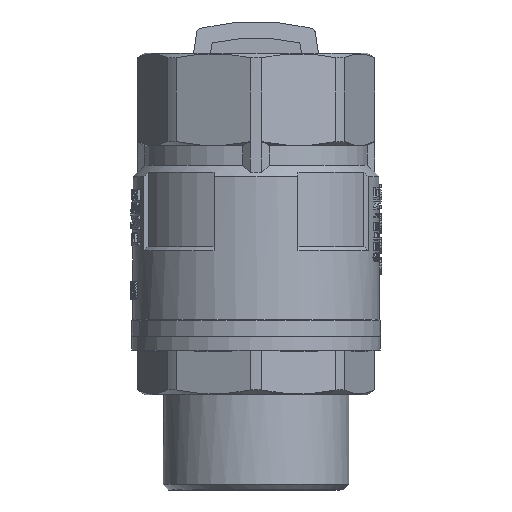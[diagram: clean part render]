
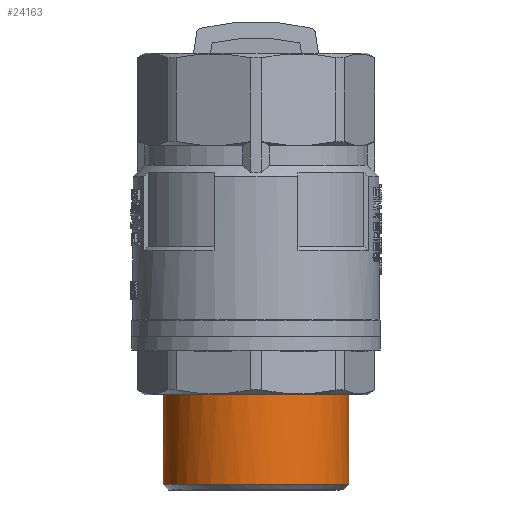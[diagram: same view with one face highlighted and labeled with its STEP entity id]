
A CAD part, left-side view. The second image highlights one B-rep face of the part: STEP entity #24163.
In plain terms, the highlighted cylindrical face has radius 16.625 mm (diameter 33.249 mm), a full revolution.
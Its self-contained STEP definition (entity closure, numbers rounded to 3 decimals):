
#5286=CYLINDRICAL_SURFACE('',#33398,16.625);
#6985=ORIENTED_EDGE('',*,*,#13705,.F.);
#6986=ORIENTED_EDGE('',*,*,#13713,.T.);
#13705=EDGE_CURVE('',#17214,#17214,#19341,.T.);
#13713=EDGE_CURVE('',#17221,#17221,#19348,.T.);
#17214=VERTEX_POINT('',#47782);
#17221=VERTEX_POINT('',#47855);
#19341=CIRCLE('',#33382,16.625);
#19348=CIRCLE('',#33399,16.625);
#19984=EDGE_LOOP('',(#6985));
#19985=EDGE_LOOP('',(#6986));
#21508=FACE_BOUND('',#19984,.T.);
#21509=FACE_BOUND('',#19985,.T.);
#24163=ADVANCED_FACE('',(#21508,#21509),#5286,.T.);
#33382=AXIS2_PLACEMENT_3D('',#47781,#37831,#37832);
#33398=AXIS2_PLACEMENT_3D('',#47853,#37863,#37864);
#33399=AXIS2_PLACEMENT_3D('',#47854,#37865,#37866);
#37831=DIRECTION('',(0.,0.,1.));
#37832=DIRECTION('',(-0.924,0.383,0.));
#37863=DIRECTION('',(0.,0.,1.));
#37864=DIRECTION('',(-0.924,0.383,0.));
#37865=DIRECTION('',(0.,0.,1.));
#37866=DIRECTION('',(1.,0.,0.));
#47781=CARTESIAN_POINT('',(0.,0.,-12.7));
#47782=CARTESIAN_POINT('',(-15.359,6.362,-12.7));
#47853=CARTESIAN_POINT('',(0.,0.,-25.086));
#47854=CARTESIAN_POINT('',(0.,0.,-28.7));
#47855=CARTESIAN_POINT('',(16.625,0.,-28.7));
